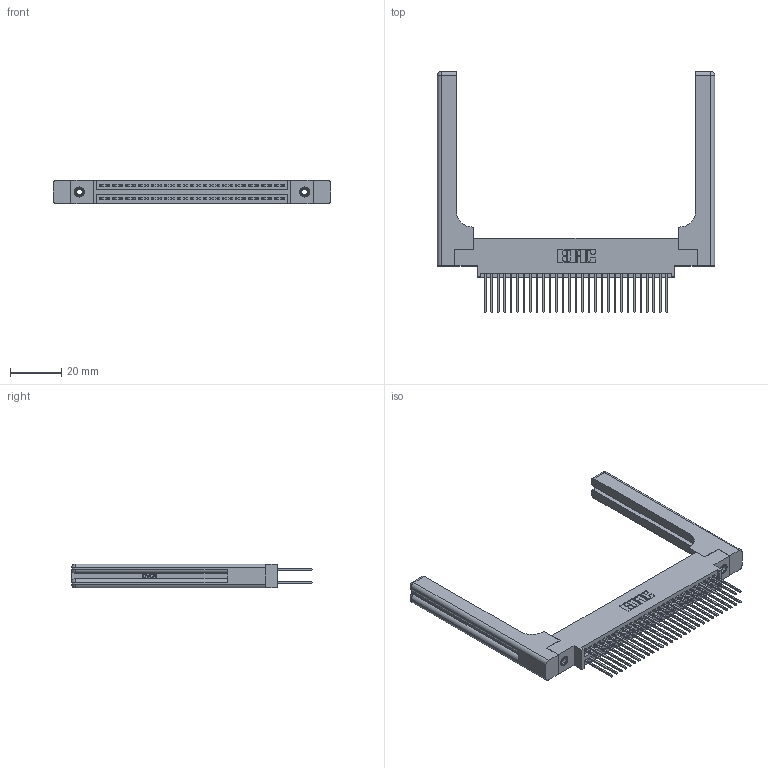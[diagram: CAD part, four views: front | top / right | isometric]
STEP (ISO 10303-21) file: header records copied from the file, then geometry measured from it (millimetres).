
FILE_DESCRIPTION (( 'STEP AP203' ), '1' );
FILE_NAME ('345-058-540-858.STEP', '2019-10-30T05:14:42', ( '' ), ( '' ), 'SwSTEP 2.0', 'SolidWorks 2016', '' );
FILE_SCHEMA (( 'CONFIG_CONTROL_DESIGN' ));
Length unit declared in the file: inch
Products named in the file (5): 345 Part_0.170 Offset - 0.156 Dia-TH; 345-250-001_345-250-001-102; 345-220-058_345-220-058; 345-058-540-858; 345-292-001_345-293-140
Assembly tree (63 placements, depth 2):
  345-058-540-858
    345 Part_0.170 Offset - 0.156 Dia-TH
    345-292-001_345-293-140  x58
    345-250-001_345-250-001-102  x2
    345-220-058_345-220-058  x2
Bounding box: 108.69 x 94.41 x 9.4 mm (x, y, z)
Volume: 19018.9 mm3; surface area: 21556.1 mm2
Topology: 63 solids, 63 shells, 3286 faces, 9661 edges, 6342 vertices
Faces by surface type: plane 2146, cylinder 1080, bspline 36, cone 12, sphere 8, torus 4
Entity records: 29836 total; most frequent: CARTESIAN_POINT 6009, ORIENTED_EDGE 4740, DIRECTION 4246, EDGE_CURVE 2370, VECTOR 2030, LINE 2030, VERTEX_POINT 1570, AXIS2_PLACEMENT_3D 1108
